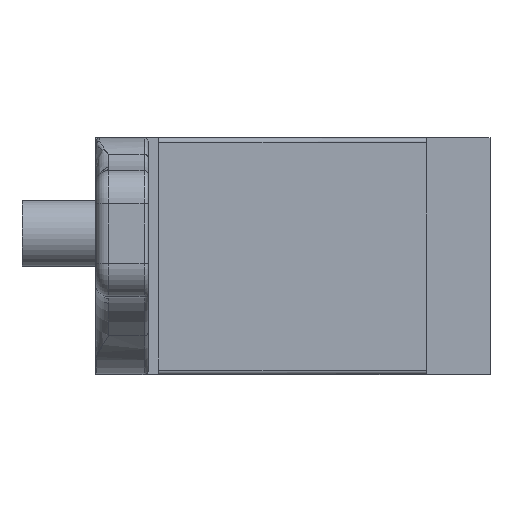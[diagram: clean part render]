
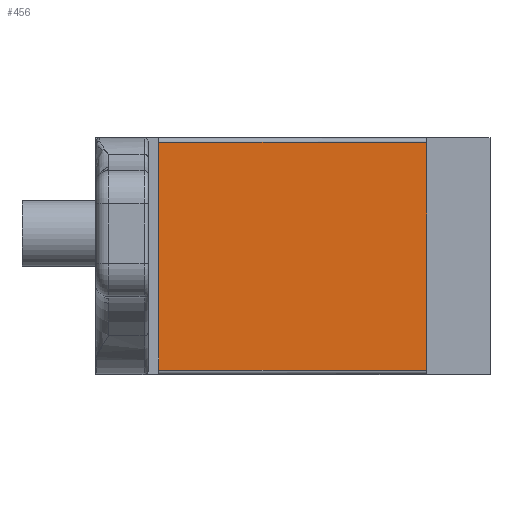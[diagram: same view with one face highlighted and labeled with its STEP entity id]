
A CAD part, left-side view. The second image highlights one B-rep face of the part: STEP entity #456.
In plain terms, the highlighted planar face has unit normal (-1, 0, 0).
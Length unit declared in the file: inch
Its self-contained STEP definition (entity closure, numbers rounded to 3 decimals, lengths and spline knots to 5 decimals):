
#58 = FACE_OUTER_BOUND ( 'NONE', #2151, .T. ) ;
#96 = VERTEX_POINT ( 'NONE', #2770 ) ;
#118 = DIRECTION ( 'NONE',  ( 0., 0., -1. ) ) ;
#252 = DIRECTION ( 'NONE',  ( 0., -1., 0. ) ) ;
#329 = EDGE_CURVE ( 'NONE', #568, #1867, #563, .T. ) ;
#406 = CARTESIAN_POINT ( 'NONE',  ( -0.08, 0., 0.37029 ) ) ;
#448 = AXIS2_PLACEMENT_3D ( 'NONE', #514, #950, #2664 ) ;
#456 = ADVANCED_FACE ( 'NONE', ( #58 ), #1394, .T. ) ;
#477 = LINE ( 'NONE', #1170, #2210 ) ;
#487 = DIRECTION ( 'NONE',  ( 0., 1., 0. ) ) ;
#514 = CARTESIAN_POINT ( 'NONE',  ( -0.08, 0.57, -0.08 ) ) ;
#529 = LINE ( 'NONE', #1399, #1163 ) ;
#531 = LINE ( 'NONE', #731, #2650 ) ;
#542 = EDGE_CURVE ( 'NONE', #568, #96, #1565, .T. ) ;
#563 = LINE ( 'NONE', #2472, #1377 ) ;
#568 = VERTEX_POINT ( 'NONE', #2330 ) ;
#731 = CARTESIAN_POINT ( 'NONE',  ( -0.08, 0., -0.08014 ) ) ;
#808 = LINE ( 'NONE', #2075, #1490 ) ;
#810 = VERTEX_POINT ( 'NONE', #1162 ) ;
#896 = VERTEX_POINT ( 'NONE', #406 ) ;
#950 = DIRECTION ( 'NONE',  ( -1., 0., 0. ) ) ;
#1030 = CARTESIAN_POINT ( 'NONE',  ( -0.08, -0.02, 0.37029 ) ) ;
#1147 = VECTOR ( 'NONE', #2236, 39.37008 ) ;
#1159 = CARTESIAN_POINT ( 'NONE',  ( -0.08, 0., 0.362 ) ) ;
#1162 = CARTESIAN_POINT ( 'NONE',  ( -0.08, 0., -0.072 ) ) ;
#1163 = VECTOR ( 'NONE', #2018, 39.37008 ) ;
#1170 = CARTESIAN_POINT ( 'NONE',  ( -0.08, 0.02, 0.37029 ) ) ;
#1178 = VECTOR ( 'NONE', #487, 39.37008 ) ;
#1316 = VECTOR ( 'NONE', #252, 39.37008 ) ;
#1352 = LINE ( 'NONE', #2204, #1316 ) ;
#1375 = DIRECTION ( 'NONE',  ( 0., 0., 1. ) ) ;
#1377 = VECTOR ( 'NONE', #2280, 39.37008 ) ;
#1394 = PLANE ( 'NONE',  #448 ) ;
#1399 = CARTESIAN_POINT ( 'NONE',  ( -0.08, 0.57, 0.362 ) ) ;
#1490 = VECTOR ( 'NONE', #118, 39.37008 ) ;
#1565 = LINE ( 'NONE', #2433, #1178 ) ;
#1631 = EDGE_CURVE ( 'NONE', #1647, #896, #531, .T. ) ;
#1634 = ORIENTED_EDGE ( 'NONE', *, *, #2443, .T. ) ;
#1647 = VERTEX_POINT ( 'NONE', #1159 ) ;
#1660 = EDGE_CURVE ( 'NONE', #96, #810, #1811, .T. ) ;
#1712 = ORIENTED_EDGE ( 'NONE', *, *, #329, .T. ) ;
#1736 = ORIENTED_EDGE ( 'NONE', *, *, #1660, .F. ) ;
#1757 = VERTEX_POINT ( 'NONE', #2081 ) ;
#1786 = VERTEX_POINT ( 'NONE', #2353 ) ;
#1811 = LINE ( 'NONE', #2685, #1147 ) ;
#1867 = VERTEX_POINT ( 'NONE', #1030 ) ;
#1994 = ORIENTED_EDGE ( 'NONE', *, *, #542, .F. ) ;
#2018 = DIRECTION ( 'NONE',  ( 0., 1., 0. ) ) ;
#2075 = CARTESIAN_POINT ( 'NONE',  ( -0.08, 0.53, -0.08014 ) ) ;
#2081 = CARTESIAN_POINT ( 'NONE',  ( -0.08, 0.53, 0.362 ) ) ;
#2129 = ORIENTED_EDGE ( 'NONE', *, *, #2830, .T. ) ;
#2146 = ORIENTED_EDGE ( 'NONE', *, *, #1631, .F. ) ;
#2151 = EDGE_LOOP ( 'NONE', ( #2129, #1736, #1994, #1712, #1634, #2146, #2442, #2376 ) ) ;
#2204 = CARTESIAN_POINT ( 'NONE',  ( -0.08, -0.02, -0.072 ) ) ;
#2210 = VECTOR ( 'NONE', #2450, 39.37008 ) ;
#2236 = DIRECTION ( 'NONE',  ( 0., 0., 1. ) ) ;
#2280 = DIRECTION ( 'NONE',  ( 0., 0., 1. ) ) ;
#2330 = CARTESIAN_POINT ( 'NONE',  ( -0.08, -0.02, -0.07971 ) ) ;
#2348 = EDGE_CURVE ( 'NONE', #1647, #1757, #529, .T. ) ;
#2353 = CARTESIAN_POINT ( 'NONE',  ( -0.08, 0.53, -0.072 ) ) ;
#2376 = ORIENTED_EDGE ( 'NONE', *, *, #2551, .T. ) ;
#2433 = CARTESIAN_POINT ( 'NONE',  ( -0.08, 0.02, -0.07971 ) ) ;
#2442 = ORIENTED_EDGE ( 'NONE', *, *, #2348, .T. ) ;
#2443 = EDGE_CURVE ( 'NONE', #1867, #896, #477, .T. ) ;
#2450 = DIRECTION ( 'NONE',  ( 0., 1., 0. ) ) ;
#2472 = CARTESIAN_POINT ( 'NONE',  ( -0.08, -0.02, -0.08014 ) ) ;
#2551 = EDGE_CURVE ( 'NONE', #1757, #1786, #808, .T. ) ;
#2650 = VECTOR ( 'NONE', #1375, 39.37008 ) ;
#2664 = DIRECTION ( 'NONE',  ( 0., 1., 0. ) ) ;
#2685 = CARTESIAN_POINT ( 'NONE',  ( -0.08, 0., -0.08014 ) ) ;
#2770 = CARTESIAN_POINT ( 'NONE',  ( -0.08, 0., -0.07971 ) ) ;
#2830 = EDGE_CURVE ( 'NONE', #1786, #810, #1352, .T. ) ;
